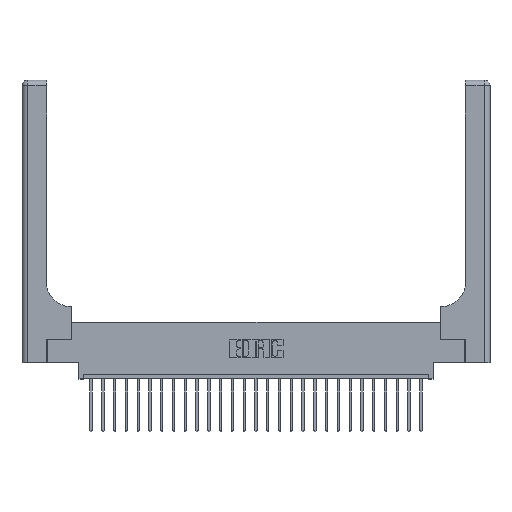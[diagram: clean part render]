
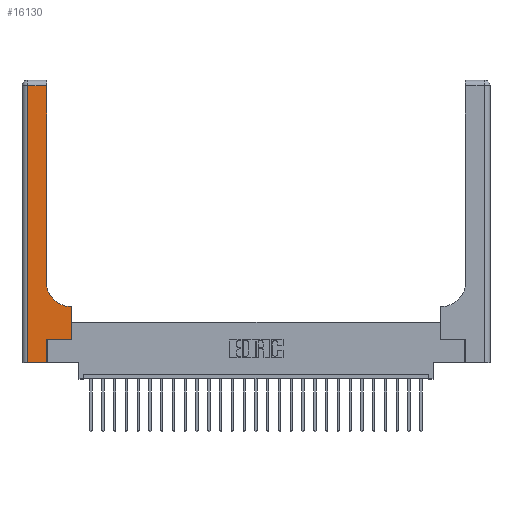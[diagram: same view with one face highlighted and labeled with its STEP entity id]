
A CAD part, top view. The second image highlights one B-rep face of the part: STEP entity #16130.
In plain terms, the highlighted planar face has unit normal (0, 0, 1).
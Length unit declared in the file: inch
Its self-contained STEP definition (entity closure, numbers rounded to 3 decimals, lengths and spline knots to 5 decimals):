
#555 = VECTOR ( 'NONE', #16138, 39.37008 ) ;
#640 = LINE ( 'NONE', #22194, #555 ) ;
#849 = EDGE_CURVE ( 'NONE', #3702, #16464, #1122, .T. ) ;
#894 = CARTESIAN_POINT ( 'NONE',  ( 0.528, 0.6, 0.37 ) ) ;
#1112 = DIRECTION ( 'NONE',  ( -1., 0., 0. ) ) ;
#1120 = LINE ( 'NONE', #24763, #21469 ) ;
#1122 = LINE ( 'NONE', #12882, #5553 ) ;
#1130 = EDGE_CURVE ( 'NONE', #16464, #9864, #23975, .T. ) ;
#1190 = EDGE_CURVE ( 'NONE', #3803, #8432, #14538, .T. ) ;
#1365 = ORIENTED_EDGE ( 'NONE', *, *, #22020, .T. ) ;
#1435 = VERTEX_POINT ( 'NONE', #9616 ) ;
#1770 = VERTEX_POINT ( 'NONE', #14409 ) ;
#2382 = EDGE_CURVE ( 'NONE', #9864, #1435, #6078, .T. ) ;
#2655 = CARTESIAN_POINT ( 'NONE',  ( 0.26, 0.6, 0.37 ) ) ;
#3197 = AXIS2_PLACEMENT_3D ( 'NONE', #20341, #4700, #12563 ) ;
#3702 = VERTEX_POINT ( 'NONE', #15418 ) ;
#3803 = VERTEX_POINT ( 'NONE', #9722 ) ;
#3849 = CARTESIAN_POINT ( 'NONE',  ( 0.265, 0.25, 0.37 ) ) ;
#4390 = ORIENTED_EDGE ( 'NONE', *, *, #8731, .T. ) ;
#4700 = DIRECTION ( 'NONE',  ( 0., 0., -1. ) ) ;
#4739 = ORIENTED_EDGE ( 'NONE', *, *, #9591, .T. ) ;
#4749 = VECTOR ( 'NONE', #8465, 39.37008 ) ;
#5553 = VECTOR ( 'NONE', #20778, 39.37008 ) ;
#5581 = ORIENTED_EDGE ( 'NONE', *, *, #1130, .T. ) ;
#5898 = ORIENTED_EDGE ( 'NONE', *, *, #1190, .T. ) ;
#6078 = CIRCLE ( 'NONE', #3197, 0.25 ) ;
#6475 = ORIENTED_EDGE ( 'NONE', *, *, #2382, .T. ) ;
#7078 = ORIENTED_EDGE ( 'NONE', *, *, #7249, .T. ) ;
#7249 = EDGE_CURVE ( 'NONE', #1770, #16751, #1120, .T. ) ;
#8432 = VERTEX_POINT ( 'NONE', #11899 ) ;
#8465 = DIRECTION ( 'NONE',  ( -1., 0., 0. ) ) ;
#8731 = EDGE_CURVE ( 'NONE', #8432, #3702, #19858, .T. ) ;
#9591 = EDGE_CURVE ( 'NONE', #11189, #1770, #10432, .T. ) ;
#9616 = CARTESIAN_POINT ( 'NONE',  ( 0.26, 0.85, 0.37 ) ) ;
#9722 = CARTESIAN_POINT ( 'NONE',  ( 0.265, 0., 0.37 ) ) ;
#9864 = VERTEX_POINT ( 'NONE', #17908 ) ;
#10035 = DIRECTION ( 'NONE',  ( 1., 0., 0. ) ) ;
#10432 = LINE ( 'NONE', #14428, #11585 ) ;
#11189 = VERTEX_POINT ( 'NONE', #16093 ) ;
#11573 = EDGE_LOOP ( 'NONE', ( #17327, #4739, #7078, #1365, #5898, #4390, #18398, #5581, #6475 ) ) ;
#11585 = VECTOR ( 'NONE', #1112, 39.37008 ) ;
#11899 = CARTESIAN_POINT ( 'NONE',  ( 0.265, 0.25, 0.37 ) ) ;
#12052 = VECTOR ( 'NONE', #15547, 39.37008 ) ;
#12563 = DIRECTION ( 'NONE',  ( 1., 0., 0. ) ) ;
#12882 = CARTESIAN_POINT ( 'NONE',  ( 0.528, 0.25, 0.37 ) ) ;
#13093 = AXIS2_PLACEMENT_3D ( 'NONE', #25062, #19640, #15766 ) ;
#13693 = FACE_OUTER_BOUND ( 'NONE', #11573, .T. ) ;
#14409 = CARTESIAN_POINT ( 'NONE',  ( 0.06, 2.94, 0.37 ) ) ;
#14428 = CARTESIAN_POINT ( 'NONE',  ( 0., 2.94, 0.37 ) ) ;
#14538 = LINE ( 'NONE', #20611, #15479 ) ;
#14665 = DIRECTION ( 'NONE',  ( 0., 1., 0. ) ) ;
#15418 = CARTESIAN_POINT ( 'NONE',  ( 0.528, 0.25, 0.37 ) ) ;
#15479 = VECTOR ( 'NONE', #14665, 39.37008 ) ;
#15547 = DIRECTION ( 'NONE',  ( 0., 1., 0. ) ) ;
#15674 = LINE ( 'NONE', #25362, #12052 ) ;
#15766 = DIRECTION ( 'NONE',  ( -1., 0., 0. ) ) ;
#16093 = CARTESIAN_POINT ( 'NONE',  ( 0.26, 2.94, 0.37 ) ) ;
#16130 = ADVANCED_FACE ( 'NONE', ( #13693 ), #17574, .F. ) ;
#16138 = DIRECTION ( 'NONE',  ( 1., 0., 0. ) ) ;
#16464 = VERTEX_POINT ( 'NONE', #894 ) ;
#16751 = VERTEX_POINT ( 'NONE', #22557 ) ;
#17327 = ORIENTED_EDGE ( 'NONE', *, *, #25282, .T. ) ;
#17574 = PLANE ( 'NONE',  #13093 ) ;
#17756 = VECTOR ( 'NONE', #10035, 39.37008 ) ;
#17908 = CARTESIAN_POINT ( 'NONE',  ( 0.51, 0.6, 0.37 ) ) ;
#18398 = ORIENTED_EDGE ( 'NONE', *, *, #849, .T. ) ;
#18700 = DIRECTION ( 'NONE',  ( 0., -1., 0. ) ) ;
#19640 = DIRECTION ( 'NONE',  ( 0., 0., -1. ) ) ;
#19858 = LINE ( 'NONE', #3849, #17756 ) ;
#20341 = CARTESIAN_POINT ( 'NONE',  ( 0.51, 0.85, 0.37 ) ) ;
#20611 = CARTESIAN_POINT ( 'NONE',  ( 0.265, 0., 0.37 ) ) ;
#20778 = DIRECTION ( 'NONE',  ( 0., 1., 0. ) ) ;
#21469 = VECTOR ( 'NONE', #18700, 39.37008 ) ;
#22020 = EDGE_CURVE ( 'NONE', #16751, #3803, #640, .T. ) ;
#22194 = CARTESIAN_POINT ( 'NONE',  ( 0., 0., 0.37 ) ) ;
#22557 = CARTESIAN_POINT ( 'NONE',  ( 0.06, 0., 0.37 ) ) ;
#23975 = LINE ( 'NONE', #2655, #4749 ) ;
#24763 = CARTESIAN_POINT ( 'NONE',  ( 0.06, 3., 0.37 ) ) ;
#25062 = CARTESIAN_POINT ( 'NONE',  ( 0., 3., 0.37 ) ) ;
#25282 = EDGE_CURVE ( 'NONE', #1435, #11189, #15674, .T. ) ;
#25362 = CARTESIAN_POINT ( 'NONE',  ( 0.26, 3., 0.37 ) ) ;
